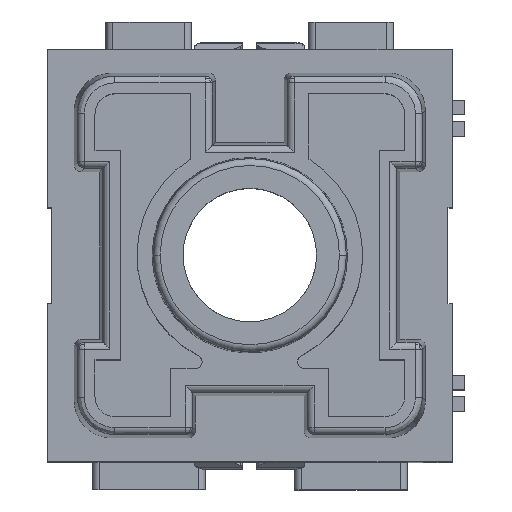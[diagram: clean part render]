
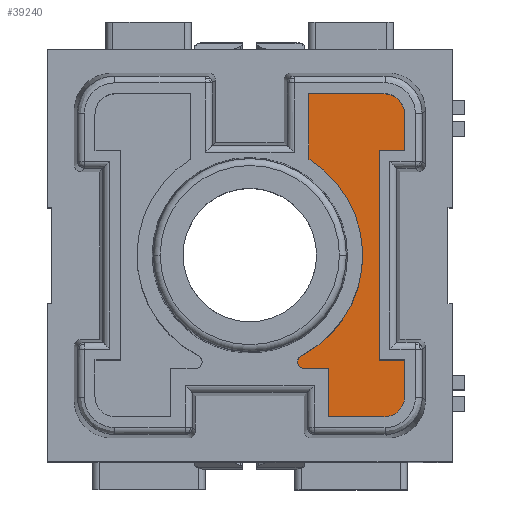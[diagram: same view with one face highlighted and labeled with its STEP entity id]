
A CAD part, top view. The second image highlights one B-rep face of the part: STEP entity #39240.
In plain terms, the highlighted face is planar.
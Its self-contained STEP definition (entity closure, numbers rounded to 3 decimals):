
#38010=CARTESIAN_POINT('',(43.868,57.757,
-29.124));
#38020=DIRECTION('',(0.,-1.,0.));
#38030=DIRECTION('',(1.,0.,0.));
#38040=AXIS2_PLACEMENT_3D('',#38010,#38020,#38030);
#38050=PLANE('',#38040);
#38060=CARTESIAN_POINT('',(27.154,57.757,
-9.4));
#38070=DIRECTION('',(-1.,0.,0.));
#38080=VECTOR('',#38070,1.);
#38090=LINE('',#38060,#38080);
#38100=CARTESIAN_POINT('',(52.598,57.757,
-9.4));
#38110=VERTEX_POINT('',#38100);
#38120=CARTESIAN_POINT('',(50.748,57.757,
-9.4));
#38130=VERTEX_POINT('',#38120);
#38140=EDGE_CURVE('',#38110,#38130,#38090,.T.);
#38150=ORIENTED_EDGE('',*,*,#38140,.F.);
#38160=CARTESIAN_POINT('',(50.748,57.757,
-4.559));
#38170=DIRECTION('',(0.,0.,-1.));
#38180=VECTOR('',#38170,1.);
#38190=LINE('',#38160,#38180);
#38200=CARTESIAN_POINT('',(50.748,57.757,-24.6)
);
#38210=VERTEX_POINT('',#38200);
#38220=EDGE_CURVE('',#38130,#38210,#38190,.T.);
#38230=ORIENTED_EDGE('',*,*,#38220,.F.);
#38240=CARTESIAN_POINT('',(27.154,57.757,
-24.6));
#38250=DIRECTION('',(1.,0.,0.));
#38260=VECTOR('',#38250,1.);
#38270=LINE('',#38240,#38260);
#38280=CARTESIAN_POINT('',(52.598,57.757,-24.6)
);
#38290=VERTEX_POINT('',#38280);
#38300=EDGE_CURVE('',#38210,#38290,#38270,.T.);
#38310=ORIENTED_EDGE('',*,*,#38300,.F.);
#38320=CARTESIAN_POINT('',(52.598,57.757,
-4.559));
#38330=DIRECTION('',(0.,0.,-1.));
#38340=VECTOR('',#38330,1.);
#38350=LINE('',#38320,#38340);
#38360=CARTESIAN_POINT('',(52.598,57.757,-27.25)
);
#38370=VERTEX_POINT('',#38360);
#38380=EDGE_CURVE('',#38290,#38370,#38350,.T.);
#38390=ORIENTED_EDGE('',*,*,#38380,.F.);
#38400=CARTESIAN_POINT('',(51.098,57.757,-27.25)
);
#38410=DIRECTION('',(0.,1.,0.));
#38420=DIRECTION('',(0.,0.,-1.));
#38430=AXIS2_PLACEMENT_3D('',#38400,#38410,#38420);
#38440=CIRCLE('',#38430,1.5);
#38450=CARTESIAN_POINT('',(51.098,57.757,-28.75)
);
#38460=VERTEX_POINT('',#38450);
#38470=EDGE_CURVE('',#38370,#38460,#38440,.T.);
#38480=ORIENTED_EDGE('',*,*,#38470,.F.);
#38490=CARTESIAN_POINT('',(27.154,57.757,
-28.75));
#38500=DIRECTION('',(-1.,0.,0.));
#38510=VECTOR('',#38500,1.);
#38520=LINE('',#38490,#38510);
#38530=CARTESIAN_POINT('',(47.098,57.757,-28.75)
);
#38540=VERTEX_POINT('',#38530);
#38550=EDGE_CURVE('',#38460,#38540,#38520,.T.);
#38560=ORIENTED_EDGE('',*,*,#38550,.F.);
#38570=CARTESIAN_POINT('',(47.098,57.757,
-4.559));
#38580=DIRECTION('',(0.,0.,1.));
#38590=VECTOR('',#38580,1.);
#38600=LINE('',#38570,#38590);
#38610=CARTESIAN_POINT('',(47.098,57.757,-25.242)
);
#38620=VERTEX_POINT('',#38610);
#38630=EDGE_CURVE('',#38540,#38620,#38600,.T.);
#38640=ORIENTED_EDGE('',*,*,#38630,.F.);
#38650=CARTESIAN_POINT('',(27.154,57.757,
-25.242));
#38660=DIRECTION('',(-1.,0.,0.));
#38670=VECTOR('',#38660,1.);
#38680=LINE('',#38650,#38670);
#38690=CARTESIAN_POINT('',(45.317,57.757,
-25.242));
#38700=VERTEX_POINT('',#38690);
#38710=EDGE_CURVE('',#38620,#38700,#38680,.T.);
#38720=ORIENTED_EDGE('',*,*,#38710,.F.);
#38730=CARTESIAN_POINT('',(45.317,57.757,
-24.742));
#38740=DIRECTION('',(0.,-1.,0.));
#38750=DIRECTION('',(-1.,0.,0.));
#38760=AXIS2_PLACEMENT_3D('',#38730,#38740,#38750);
#38770=CIRCLE('',#38760,0.5);
#38780=CARTESIAN_POINT('',(45.089,57.757,
-24.297));
#38790=VERTEX_POINT('',#38780);
#38800=EDGE_CURVE('',#38790,#38700,#38770,.T.);
#38810=ORIENTED_EDGE('',*,*,#38800,.T.);
#38820=CARTESIAN_POINT('',(41.348,57.757,
-17.));
#38830=DIRECTION('',(0.,1.,0.));
#38840=DIRECTION('',(1.,0.,0.));
#38850=AXIS2_PLACEMENT_3D('',#38820,#38830,#38840);
#38860=CIRCLE('',#38850,8.2);
#38870=CARTESIAN_POINT('',(45.648,57.757,
-10.018));
#38880=VERTEX_POINT('',#38870);
#38890=EDGE_CURVE('',#38880,#38790,#38860,.T.);
#38900=ORIENTED_EDGE('',*,*,#38890,.T.);
#38910=CARTESIAN_POINT('',(45.648,57.757,
-4.559));
#38920=DIRECTION('',(0.,0.,1.));
#38930=VECTOR('',#38920,1.);
#38940=LINE('',#38910,#38930);
#38950=CARTESIAN_POINT('',(45.648,57.757,
-5.25));
#38960=VERTEX_POINT('',#38950);
#38970=EDGE_CURVE('',#38880,#38960,#38940,.T.);
#38980=ORIENTED_EDGE('',*,*,#38970,.F.);
#38990=CARTESIAN_POINT('',(27.154,57.757,
-5.25));
#39000=DIRECTION('',(1.,0.,0.));
#39010=VECTOR('',#39000,1.);
#39020=LINE('',#38990,#39010);
#39030=CARTESIAN_POINT('',(51.098,57.757,
-5.25));
#39040=VERTEX_POINT('',#39030);
#39050=EDGE_CURVE('',#38960,#39040,#39020,.T.);
#39060=ORIENTED_EDGE('',*,*,#39050,.F.);
#39070=CARTESIAN_POINT('',(51.098,57.757,
-6.75));
#39080=DIRECTION('',(0.,-1.,0.));
#39090=DIRECTION('',(0.,0.,1.));
#39100=AXIS2_PLACEMENT_3D('',#39070,#39080,#39090);
#39110=CIRCLE('',#39100,1.5);
#39120=CARTESIAN_POINT('',(52.598,57.757,
-6.75));
#39130=VERTEX_POINT('',#39120);
#39140=EDGE_CURVE('',#39130,#39040,#39110,.T.);
#39150=ORIENTED_EDGE('',*,*,#39140,.T.);
#39160=CARTESIAN_POINT('',(52.598,57.757,
-4.559));
#39170=DIRECTION('',(0.,0.,-1.));
#39180=VECTOR('',#39170,1.);
#39190=LINE('',#39160,#39180);
#39200=EDGE_CURVE('',#39130,#38110,#39190,.T.);
#39210=ORIENTED_EDGE('',*,*,#39200,.F.);
#39220=EDGE_LOOP('',(#39210,#39150,#39060,#38980,#38900,#38810,#38720,
#38640,#38560,#38480,#38390,#38310,#38230,#38150));
#39230=FACE_OUTER_BOUND('',#39220,.T.);
#39240=ADVANCED_FACE('',(#39230),#38050,.T.);
